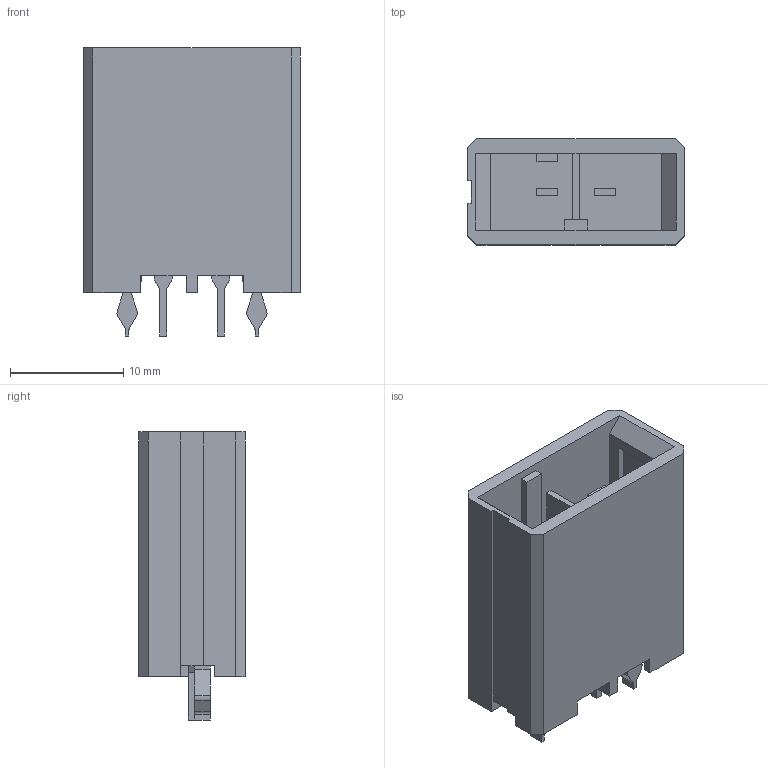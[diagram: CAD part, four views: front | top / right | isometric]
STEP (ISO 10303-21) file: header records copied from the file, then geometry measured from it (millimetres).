
FILE_DESCRIPTION(/* description */ (''),/* implementation_level */ '2;1');
FILE_NAME(/* name */ 'TE_D-3200S_2x5.08mm_V.step',/* time_stamp */ '2016-09-22T13:46:12+09:00',/* author */ (''),/* organization */ (''),/* preprocessor_version */ 'ST-DEVELOPER v16.5',/* originating_system */ 'Autodesk Translation Framework v5.1.0.2740',/* authorisation */ '');
FILE_SCHEMA (('AUTOMOTIVE_DESIGN { 1 0 10303 214 3 1 1 }'));
Length unit declared in the file: centimetre
Products named in the file (1): TE_D-3200S_2x5.08mm_V v1
Bounding box: 19.08 x 9.35 x 25.4 mm (x, y, z)
Volume: 1784.8 mm3; surface area: 2979.7 mm2
Topology: 1 solids, 1 shells, 146 faces, 411 edges, 274 vertices
Faces by surface type: plane 138, cylinder 8
Entity records: 4734 total; most frequent: CARTESIAN_POINT 832, ORIENTED_EDGE 822, DIRECTION 721, EDGE_CURVE 411, LINE 395, VECTOR 395, VERTEX_POINT 274, AXIS2_PLACEMENT_3D 163
